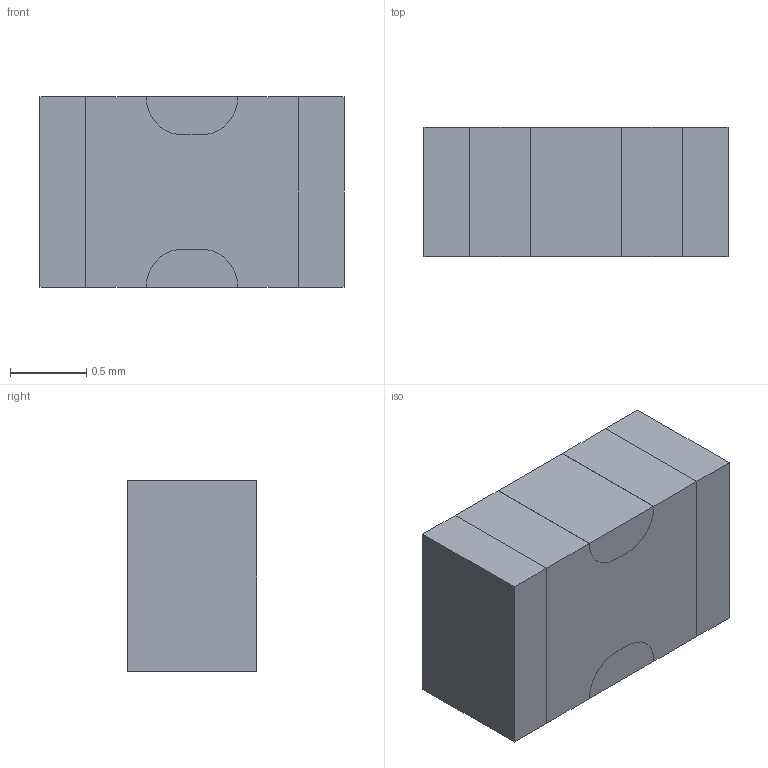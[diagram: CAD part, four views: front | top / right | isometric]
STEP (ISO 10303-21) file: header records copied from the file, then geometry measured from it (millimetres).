
FILE_DESCRIPTION (( 'STEP AP214' ), '1' );
FILE_NAME ('NFM21PC104R1E3D.STEP', '2022-06-14T13:55:44', ( '' ), ( '' ), 'SwSTEP 2.0', 'SolidWorks 2018', '' );
FILE_SCHEMA (( 'AUTOMOTIVE_DESIGN' ));
Length unit declared in the file: millimetre
Products named in the file (1): NFM21PC104R1E3D
Bounding box: 2 x 0.85 x 1.25 mm (x, y, z)
Volume: 2.1 mm3; surface area: 17.8 mm2
Topology: 5 solids, 5 shells, 46 faces, 108 edges, 72 vertices
Faces by surface type: plane 38, cylinder 8
Entity records: 1884 total; most frequent: CARTESIAN_POINT 227, DIRECTION 218, ORIENTED_EDGE 216, EDGE_CURVE 108, LINE 92, VECTOR 92, VERTEX_POINT 72, AXIS2_PLACEMENT_3D 63
